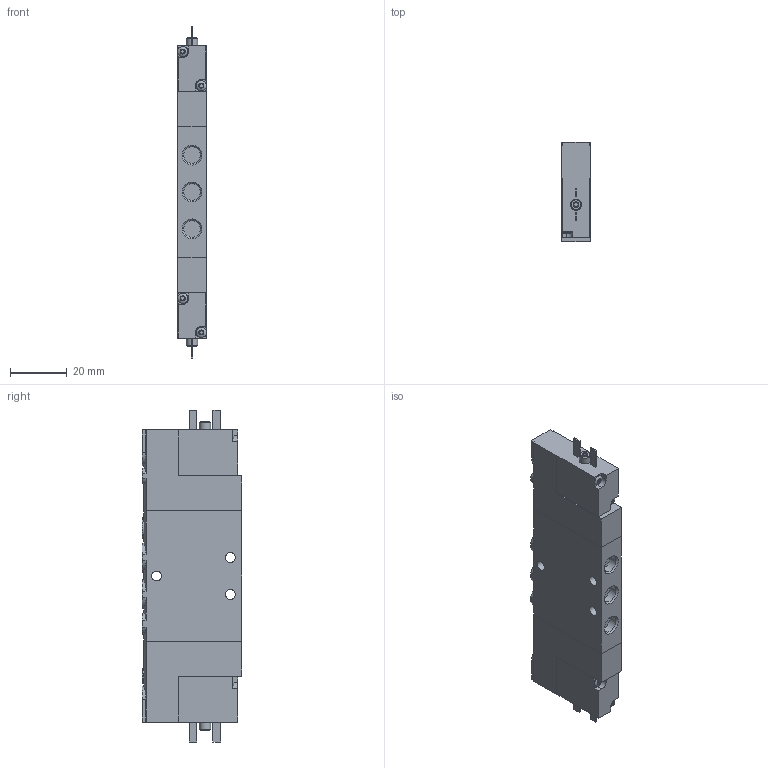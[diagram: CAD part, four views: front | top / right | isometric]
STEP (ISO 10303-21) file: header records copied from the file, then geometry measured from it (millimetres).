
FILE_DESCRIPTION(/* description */ ('STEP AP214'),/* implementation_level */ '2;1');
FILE_NAME(/* name */ '533144_CPE10-M1BH-5_3ES-M7-B',/* time_stamp */ '2024-08-06T15:32:24+02:00',/* author */ ('License CC BY-ND 4.0'),/* organization */ ('CADENAS'),/* preprocessor_version */ 'ST-DEVELOPER v19.3',/* originating_system */ 'PARTsolutions',/* authorisation */ ' ');
FILE_SCHEMA (('AUTOMOTIVE_DESIGN {1 0 10303 214 3 1 1}'));
Length unit declared in the file: millimetre
Products named in the file (3): 533144 CPE10-M1BH-5/3ES-M7-B; CPE10-...-5; CPE10-KMYZ9_M1BH
Assembly tree (3 placements, depth 2):
  533144 CPE10-M1BH-5/3ES-M7-B
    CPE10-...-5
    CPE10-KMYZ9_M1BH  x2
Bounding box: 10.1 x 35 x 117 mm (x, y, z)
Volume: 34093.2 mm3; surface area: 12984.2 mm2
Topology: 3 solids, 3 shells, 230 faces, 563 edges, 360 vertices
Faces by surface type: plane 96, cylinder 91, cone 39, torus 4
Full cylindrical faces by diameter (mm): 1.567 x2, 2 x2, 2.459 x4, 3.5 x3, 3.6 x4, 4 x2, 4.55 x2, 5.917 x5
Entity records: 3921 total; most frequent: CARTESIAN_POINT 816, DIRECTION 627, ORIENTED_EDGE 582, EDGE_CURVE 291, AXIS2_PLACEMENT_3D 240, VERTEX_POINT 203, EDGE_LOOP 186, FACE_BOUND 186
